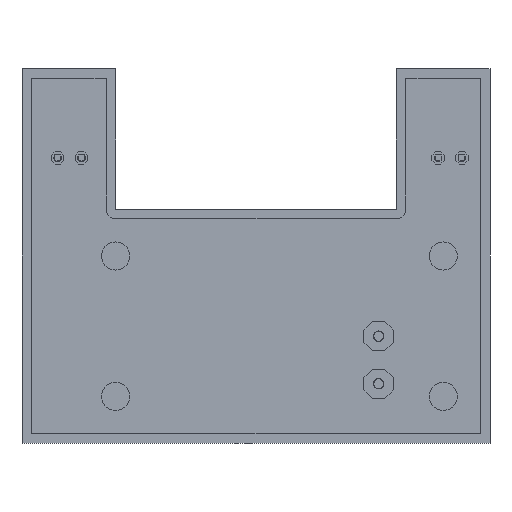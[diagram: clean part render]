
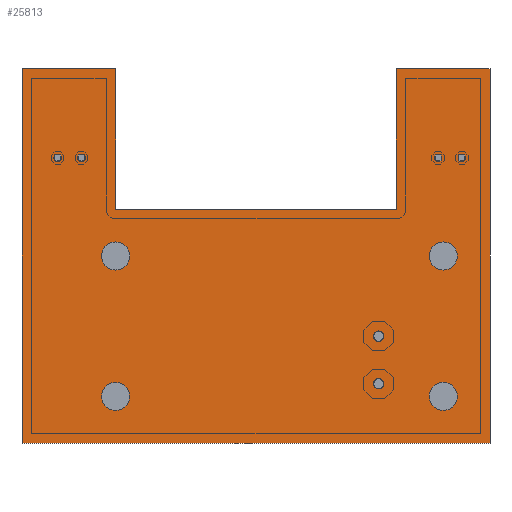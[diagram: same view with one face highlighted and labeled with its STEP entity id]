
A CAD part, left-side view. The second image highlights one B-rep face of the part: STEP entity #25813.
In plain terms, the highlighted face is planar.
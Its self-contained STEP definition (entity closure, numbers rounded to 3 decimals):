
#446=FACE_BOUND('',#3101,.T.);
#447=FACE_BOUND('',#3102,.T.);
#448=FACE_BOUND('',#3103,.T.);
#449=FACE_BOUND('',#3104,.T.);
#450=FACE_BOUND('',#3105,.T.);
#451=FACE_BOUND('',#3106,.T.);
#452=FACE_BOUND('',#3107,.T.);
#453=FACE_BOUND('',#3108,.T.);
#454=FACE_BOUND('',#3109,.T.);
#455=FACE_BOUND('',#3110,.T.);
#539=PLANE('',#27409);
#1672=FACE_OUTER_BOUND('',#3100,.T.);
#3100=EDGE_LOOP('',(#18232,#18233,#18234,#18235,#18236,#18237,#18238,#18239));
#3101=EDGE_LOOP('',(#18240));
#3102=EDGE_LOOP('',(#18241));
#3103=EDGE_LOOP('',(#18242));
#3104=EDGE_LOOP('',(#18243));
#3105=EDGE_LOOP('',(#18244));
#3106=EDGE_LOOP('',(#18245));
#3107=EDGE_LOOP('',(#18246));
#3108=EDGE_LOOP('',(#18247));
#3109=EDGE_LOOP('',(#18248));
#3110=EDGE_LOOP('',(#18249));
#4527=LINE('',#36645,#7817);
#4530=LINE('',#36651,#7820);
#4533=LINE('',#36657,#7823);
#4536=LINE('',#36663,#7826);
#4539=LINE('',#36669,#7829);
#4542=LINE('',#36675,#7832);
#4545=LINE('',#36681,#7835);
#4548=LINE('',#36685,#7838);
#7817=VECTOR('',#29570,10.);
#7820=VECTOR('',#29575,10.);
#7823=VECTOR('',#29580,10.);
#7826=VECTOR('',#29585,10.);
#7829=VECTOR('',#29590,10.);
#7832=VECTOR('',#29595,10.);
#7835=VECTOR('',#29600,10.);
#7838=VECTOR('',#29605,10.);
#11079=CIRCLE('',#27371,0.559);
#11081=CIRCLE('',#27374,0.406);
#11083=CIRCLE('',#27377,0.406);
#11085=CIRCLE('',#27380,0.406);
#11087=CIRCLE('',#27383,0.559);
#11089=CIRCLE('',#27386,0.406);
#11091=CIRCLE('',#27389,1.5);
#11093=CIRCLE('',#27392,1.5);
#11095=CIRCLE('',#27395,1.5);
#11097=CIRCLE('',#27398,1.5);
#11630=VERTEX_POINT('',#36579);
#11632=VERTEX_POINT('',#36585);
#11634=VERTEX_POINT('',#36591);
#11636=VERTEX_POINT('',#36597);
#11638=VERTEX_POINT('',#36603);
#11640=VERTEX_POINT('',#36609);
#11642=VERTEX_POINT('',#36615);
#11644=VERTEX_POINT('',#36621);
#11646=VERTEX_POINT('',#36627);
#11648=VERTEX_POINT('',#36633);
#11652=VERTEX_POINT('',#36642);
#11653=VERTEX_POINT('',#36644);
#11655=VERTEX_POINT('',#36650);
#11657=VERTEX_POINT('',#36656);
#11659=VERTEX_POINT('',#36662);
#11661=VERTEX_POINT('',#36668);
#11663=VERTEX_POINT('',#36674);
#11665=VERTEX_POINT('',#36680);
#14189=EDGE_CURVE('',#11630,#11630,#11079,.T.);
#14192=EDGE_CURVE('',#11632,#11632,#11081,.T.);
#14195=EDGE_CURVE('',#11634,#11634,#11083,.T.);
#14198=EDGE_CURVE('',#11636,#11636,#11085,.T.);
#14201=EDGE_CURVE('',#11638,#11638,#11087,.T.);
#14204=EDGE_CURVE('',#11640,#11640,#11089,.T.);
#14207=EDGE_CURVE('',#11642,#11642,#11091,.T.);
#14210=EDGE_CURVE('',#11644,#11644,#11093,.T.);
#14213=EDGE_CURVE('',#11646,#11646,#11095,.T.);
#14216=EDGE_CURVE('',#11648,#11648,#11097,.T.);
#14221=EDGE_CURVE('',#11653,#11652,#4527,.T.);
#14224=EDGE_CURVE('',#11655,#11653,#4530,.T.);
#14227=EDGE_CURVE('',#11657,#11655,#4533,.T.);
#14230=EDGE_CURVE('',#11659,#11657,#4536,.T.);
#14233=EDGE_CURVE('',#11661,#11659,#4539,.T.);
#14236=EDGE_CURVE('',#11663,#11661,#4542,.T.);
#14239=EDGE_CURVE('',#11665,#11663,#4545,.T.);
#14242=EDGE_CURVE('',#11652,#11665,#4548,.T.);
#18232=ORIENTED_EDGE('',*,*,#14242,.T.);
#18233=ORIENTED_EDGE('',*,*,#14239,.T.);
#18234=ORIENTED_EDGE('',*,*,#14236,.T.);
#18235=ORIENTED_EDGE('',*,*,#14233,.T.);
#18236=ORIENTED_EDGE('',*,*,#14230,.T.);
#18237=ORIENTED_EDGE('',*,*,#14227,.T.);
#18238=ORIENTED_EDGE('',*,*,#14224,.T.);
#18239=ORIENTED_EDGE('',*,*,#14221,.T.);
#18240=ORIENTED_EDGE('',*,*,#14189,.T.);
#18241=ORIENTED_EDGE('',*,*,#14192,.T.);
#18242=ORIENTED_EDGE('',*,*,#14195,.T.);
#18243=ORIENTED_EDGE('',*,*,#14198,.T.);
#18244=ORIENTED_EDGE('',*,*,#14201,.T.);
#18245=ORIENTED_EDGE('',*,*,#14204,.T.);
#18246=ORIENTED_EDGE('',*,*,#14216,.T.);
#18247=ORIENTED_EDGE('',*,*,#14213,.T.);
#18248=ORIENTED_EDGE('',*,*,#14210,.T.);
#18249=ORIENTED_EDGE('',*,*,#14207,.T.);
#25813=ADVANCED_FACE('',(#1672,#446,#447,#448,#449,#450,#451,#452,#453,
#454,#455),#539,.F.);
#27371=AXIS2_PLACEMENT_3D('',#36580,#29498,#29499);
#27374=AXIS2_PLACEMENT_3D('',#36586,#29505,#29506);
#27377=AXIS2_PLACEMENT_3D('',#36592,#29512,#29513);
#27380=AXIS2_PLACEMENT_3D('',#36598,#29519,#29520);
#27383=AXIS2_PLACEMENT_3D('',#36604,#29526,#29527);
#27386=AXIS2_PLACEMENT_3D('',#36610,#29533,#29534);
#27389=AXIS2_PLACEMENT_3D('',#36616,#29540,#29541);
#27392=AXIS2_PLACEMENT_3D('',#36622,#29547,#29548);
#27395=AXIS2_PLACEMENT_3D('',#36628,#29554,#29555);
#27398=AXIS2_PLACEMENT_3D('',#36634,#29561,#29562);
#27409=AXIS2_PLACEMENT_3D('',#36687,#29608,#29609);
#29498=DIRECTION('center_axis',(0.,0.,1.));
#29499=DIRECTION('ref_axis',(1.,0.,0.));
#29505=DIRECTION('center_axis',(0.,0.,1.));
#29506=DIRECTION('ref_axis',(1.,0.,0.));
#29512=DIRECTION('center_axis',(0.,0.,1.));
#29513=DIRECTION('ref_axis',(1.,0.,0.));
#29519=DIRECTION('center_axis',(0.,0.,1.));
#29520=DIRECTION('ref_axis',(1.,0.,0.));
#29526=DIRECTION('center_axis',(0.,0.,1.));
#29527=DIRECTION('ref_axis',(1.,0.,0.));
#29533=DIRECTION('center_axis',(0.,0.,1.));
#29534=DIRECTION('ref_axis',(1.,0.,0.));
#29540=DIRECTION('center_axis',(0.,0.,1.));
#29541=DIRECTION('ref_axis',(-1.,0.,0.));
#29547=DIRECTION('center_axis',(0.,0.,1.));
#29548=DIRECTION('ref_axis',(-1.,0.,0.));
#29554=DIRECTION('center_axis',(0.,0.,1.));
#29555=DIRECTION('ref_axis',(-1.,0.,0.));
#29561=DIRECTION('center_axis',(0.,0.,1.));
#29562=DIRECTION('ref_axis',(-1.,0.,0.));
#29570=DIRECTION('',(-1.,0.,0.));
#29575=DIRECTION('',(0.,-1.,0.));
#29580=DIRECTION('',(-1.,0.,0.));
#29585=DIRECTION('',(0.,1.,0.));
#29590=DIRECTION('',(-1.,0.,0.));
#29595=DIRECTION('',(0.,-1.,0.));
#29600=DIRECTION('',(1.,0.,0.));
#29605=DIRECTION('',(0.,1.,0.));
#29608=DIRECTION('center_axis',(0.,0.,1.));
#29609=DIRECTION('ref_axis',(-1.,0.,0.));
#36579=CARTESIAN_POINT('',(37.541,-6.35,-0.053));
#36580=CARTESIAN_POINT('Origin',(38.1,-6.35,-0.053));
#36585=CARTESIAN_POINT('',(46.584,-30.48,-0.053));
#36586=CARTESIAN_POINT('Origin',(46.99,-30.48,-0.053));
#36591=CARTESIAN_POINT('',(3.404,-30.48,-0.053));
#36592=CARTESIAN_POINT('Origin',(3.81,-30.48,-0.053));
#36597=CARTESIAN_POINT('',(44.044,-30.48,-0.053));
#36598=CARTESIAN_POINT('Origin',(44.45,-30.48,-0.053));
#36603=CARTESIAN_POINT('',(37.541,-11.43,-0.053));
#36604=CARTESIAN_POINT('Origin',(38.1,-11.43,-0.053));
#36609=CARTESIAN_POINT('',(5.944,-30.48,-0.053));
#36610=CARTESIAN_POINT('Origin',(6.35,-30.48,-0.053));
#36615=CARTESIAN_POINT('',(11.5,-5.,-0.053));
#36616=CARTESIAN_POINT('Origin',(10.,-5.,-0.053));
#36621=CARTESIAN_POINT('',(11.5,-20.,-0.053));
#36622=CARTESIAN_POINT('Origin',(10.,-20.,-0.053));
#36627=CARTESIAN_POINT('',(46.5,-5.,-0.053));
#36628=CARTESIAN_POINT('Origin',(45.,-5.,-0.053));
#36633=CARTESIAN_POINT('',(46.5,-20.,-0.053));
#36634=CARTESIAN_POINT('Origin',(45.,-20.,-0.053));
#36642=CARTESIAN_POINT('',(0.,-40.,-0.053));
#36644=CARTESIAN_POINT('',(10.,-40.,-0.053));
#36645=CARTESIAN_POINT('',(10.,-40.,-0.053));
#36650=CARTESIAN_POINT('',(10.,-25.,-0.053));
#36651=CARTESIAN_POINT('',(10.,-25.,-0.053));
#36656=CARTESIAN_POINT('',(40.,-25.,-0.053));
#36657=CARTESIAN_POINT('',(40.,-25.,-0.053));
#36662=CARTESIAN_POINT('',(40.,-40.,-0.053));
#36663=CARTESIAN_POINT('',(40.,-40.,-0.053));
#36668=CARTESIAN_POINT('',(50.,-40.,-0.053));
#36669=CARTESIAN_POINT('',(50.,-40.,-0.053));
#36674=CARTESIAN_POINT('',(50.,0.,-0.053));
#36675=CARTESIAN_POINT('',(50.,0.,-0.053));
#36680=CARTESIAN_POINT('',(0.,0.,-0.053));
#36681=CARTESIAN_POINT('',(0.,0.,-0.053));
#36685=CARTESIAN_POINT('',(0.,-40.,-0.053));
#36687=CARTESIAN_POINT('Origin',(25.,-20.,-0.053));
